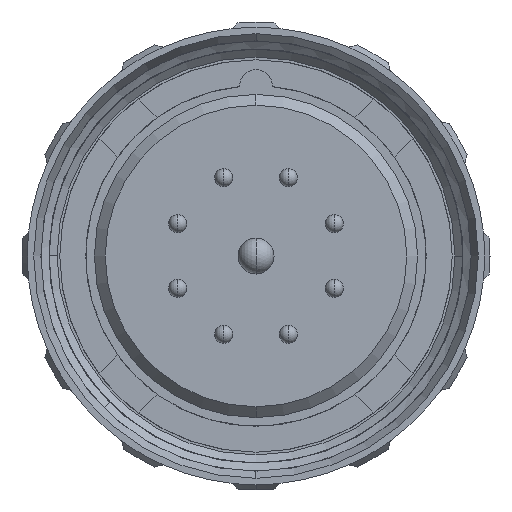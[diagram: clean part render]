
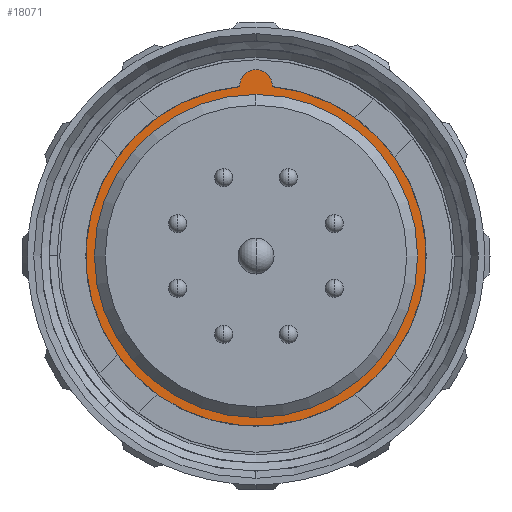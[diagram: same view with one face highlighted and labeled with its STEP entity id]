
A CAD part, left-side view. The second image highlights one B-rep face of the part: STEP entity #18071.
In plain terms, the highlighted planar face has unit normal (-1, 0, 0).
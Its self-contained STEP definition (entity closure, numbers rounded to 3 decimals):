
#78 = CARTESIAN_POINT ( 'NONE',  ( -12.3, 0., 8.975 ) ) ;
#1087 = CARTESIAN_POINT ( 'NONE',  ( -12.3, 0.899, 9.407 ) ) ;
#1528 = DIRECTION ( 'NONE',  ( 0., 0., 1. ) ) ;
#1783 = CARTESIAN_POINT ( 'NONE',  ( -12.3, 0., 0. ) ) ;
#1925 = AXIS2_PLACEMENT_3D ( 'NONE', #6441, #23987, #8957 ) ;
#2249 = EDGE_LOOP ( 'NONE', ( #16535, #3245 ) ) ;
#3245 = ORIENTED_EDGE ( 'NONE', *, *, #17538, .F. ) ;
#4309 = DIRECTION ( 'NONE',  ( 0., 0., 1. ) ) ;
#5846 = DIRECTION ( 'NONE',  ( 0., 0., -1. ) ) ;
#6108 = EDGE_CURVE ( 'NONE', #31765, #17370, #20472, .T. ) ;
#6441 = CARTESIAN_POINT ( 'NONE',  ( -12.3, 0., 0. ) ) ;
#8957 = DIRECTION ( 'NONE',  ( 0., 0., 1. ) ) ;
#10494 = DIRECTION ( 'NONE',  ( 1., 0., 0. ) ) ;
#10754 = CARTESIAN_POINT ( 'NONE',  ( -12.3, 9.45, 0. ) ) ;
#15854 = CIRCLE ( 'NONE', #29278, 9.45 ) ;
#16214 = CARTESIAN_POINT ( 'NONE',  ( -12.3, 0., -8.975 ) ) ;
#16535 = ORIENTED_EDGE ( 'NONE', *, *, #6108, .F. ) ;
#16579 = DIRECTION ( 'NONE',  ( 1., 0., 0. ) ) ;
#16634 = AXIS2_PLACEMENT_3D ( 'NONE', #10754, #20878, #5846 ) ;
#17258 = AXIS2_PLACEMENT_3D ( 'NONE', #1783, #19376, #4309 ) ;
#17370 = VERTEX_POINT ( 'NONE', #16214 ) ;
#17538 = EDGE_CURVE ( 'NONE', #17370, #31765, #21992, .T. ) ;
#17661 = CARTESIAN_POINT ( 'NONE',  ( -12.3, -0.899, 9.407 ) ) ;
#18071 = ADVANCED_FACE ( 'NONE', ( #30636, #21608 ), #18363, .F. ) ;
#18363 = PLANE ( 'NONE',  #16634 ) ;
#19376 = DIRECTION ( 'NONE',  ( -1., 0., 0. ) ) ;
#20472 = CIRCLE ( 'NONE', #1925, 8.975 ) ;
#20878 = DIRECTION ( 'NONE',  ( 1., 0., 0. ) ) ;
#21133 = VERTEX_POINT ( 'NONE', #1087 ) ;
#21587 = ORIENTED_EDGE ( 'NONE', *, *, #30899, .F. ) ;
#21608 = FACE_OUTER_BOUND ( 'NONE', #24483, .T. ) ;
#21992 = CIRCLE ( 'NONE', #17258, 8.975 ) ;
#23987 = DIRECTION ( 'NONE',  ( -1., 0., 0. ) ) ;
#24483 = EDGE_LOOP ( 'NONE', ( #21587, #28775 ) ) ;
#25563 = CARTESIAN_POINT ( 'NONE',  ( -12.3, 0., 9.45 ) ) ;
#27234 = CIRCLE ( 'NONE', #31719, 0.9 ) ;
#28068 = DIRECTION ( 'NONE',  ( 0., 0., -1. ) ) ;
#28775 = ORIENTED_EDGE ( 'NONE', *, *, #31806, .F. ) ;
#29278 = AXIS2_PLACEMENT_3D ( 'NONE', #31608, #16579, #1528 ) ;
#30636 = FACE_BOUND ( 'NONE', #2249, .T. ) ;
#30899 = EDGE_CURVE ( 'NONE', #31734, #21133, #15854, .T. ) ;
#31608 = CARTESIAN_POINT ( 'NONE',  ( -12.3, 0., 0. ) ) ;
#31719 = AXIS2_PLACEMENT_3D ( 'NONE', #25563, #10494, #28068 ) ;
#31734 = VERTEX_POINT ( 'NONE', #17661 ) ;
#31765 = VERTEX_POINT ( 'NONE', #78 ) ;
#31806 = EDGE_CURVE ( 'NONE', #21133, #31734, #27234, .T. ) ;
